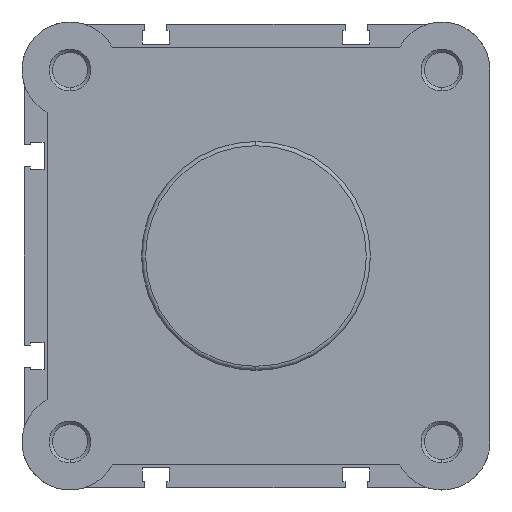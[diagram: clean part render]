
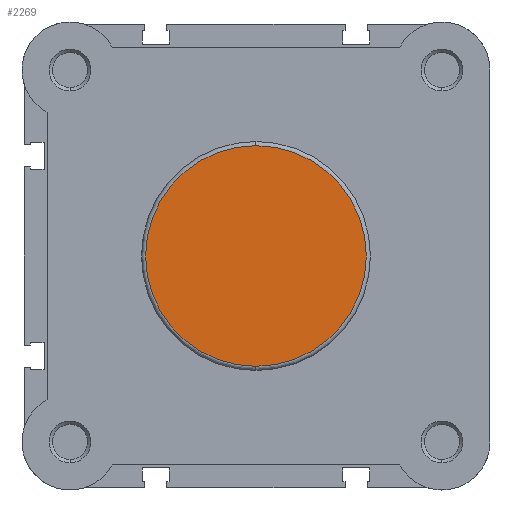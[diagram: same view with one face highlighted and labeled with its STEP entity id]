
A CAD part, left-side view. The second image highlights one B-rep face of the part: STEP entity #2269.
In plain terms, the highlighted planar face has unit normal (-1, 0, 0).
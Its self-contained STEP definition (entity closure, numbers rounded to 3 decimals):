
#311 = CIRCLE ( 'NONE', #4574, 26.4 ) ;
#487 = CIRCLE ( 'NONE', #4645, 26.4 ) ;
#1434 = CARTESIAN_POINT ( 'NONE',  ( 0., 0., 0. ) ) ;
#1435 = DIRECTION ( 'NONE',  ( -1., 0., 0. ) ) ;
#1436 = DIRECTION ( 'NONE',  ( 0., 0., -1. ) ) ;
#1839 = CARTESIAN_POINT ( 'NONE',  ( 0., 0., 0. ) ) ;
#1840 = DIRECTION ( 'NONE',  ( -1., 0., 0. ) ) ;
#1841 = DIRECTION ( 'NONE',  ( 0., 0., -1. ) ) ;
#2269 = ADVANCED_FACE ( 'NONE', ( #4770 ), #3091, .F. ) ;
#2547 = VERTEX_POINT ( 'NONE', #3746 ) ;
#2548 = VERTEX_POINT ( 'NONE', #3747 ) ;
#3091 = PLANE ( 'NONE',  #4373 ) ;
#3094 = CARTESIAN_POINT ( 'NONE',  ( 0., 27.4, 0. ) ) ;
#3100 = DIRECTION ( 'NONE',  ( 1., 0., 0. ) ) ;
#3101 = DIRECTION ( 'NONE',  ( 0., 0., -1. ) ) ;
#3746 = CARTESIAN_POINT ( 'NONE',  ( 0., 0., 26.4 ) ) ;
#3747 = CARTESIAN_POINT ( 'NONE',  ( 0., 0., -26.4 ) ) ;
#3873 = EDGE_CURVE ( 'NONE', #2548, #2547, #311, .T. ) ;
#4012 = EDGE_CURVE ( 'NONE', #2547, #2548, #487, .T. ) ;
#4373 = AXIS2_PLACEMENT_3D ( 'NONE', #3094, #3100, #3101 ) ;
#4574 = AXIS2_PLACEMENT_3D ( 'NONE', #1434, #1435, #1436 ) ;
#4645 = AXIS2_PLACEMENT_3D ( 'NONE', #1839, #1840, #1841 ) ;
#4770 = FACE_OUTER_BOUND ( 'NONE', #6122, .T. ) ;
#5534 = ORIENTED_EDGE ( 'NONE', *, *, #3873, .T. ) ;
#5535 = ORIENTED_EDGE ( 'NONE', *, *, #4012, .T. ) ;
#6122 = EDGE_LOOP ( 'NONE', ( #5534, #5535 ) ) ;
